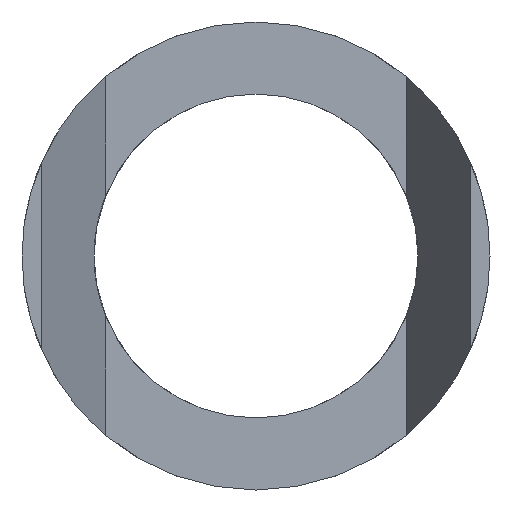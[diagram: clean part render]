
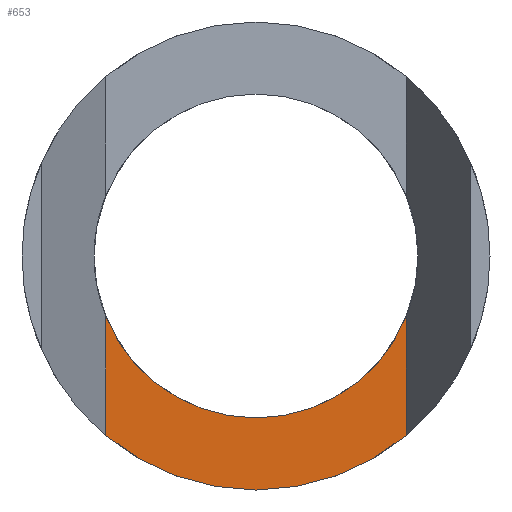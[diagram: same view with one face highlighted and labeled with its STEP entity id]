
A CAD part, front view. The second image highlights one B-rep face of the part: STEP entity #653.
In plain terms, the highlighted planar face has unit normal (0, -1, 0).
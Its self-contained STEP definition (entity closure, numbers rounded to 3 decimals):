
#110=CARTESIAN_POINT('',(0.,-15.,0.));
#111=DIRECTION('',(0.,-1.,0.));
#112=DIRECTION('',(-0.642,0.,-0.767));
#113=AXIS2_PLACEMENT_3D('',#110,#111,#112);
#218=DIRECTION('',(0.,0.,1.));
#219=VECTOR('',#218,4.039);
#220=CARTESIAN_POINT('',(-5.1,-15.,-6.099));
#221=LINE('',#220,#219);
#230=CARTESIAN_POINT('',(0.,-15.,0.));
#231=DIRECTION('',(0.,1.,0.));
#232=DIRECTION('',(0.927,0.,-0.374));
#233=AXIS2_PLACEMENT_3D('',#230,#231,#232);
#235=DIRECTION('',(0.,0.,1.));
#236=VECTOR('',#235,4.039);
#237=CARTESIAN_POINT('',(5.1,-15.,-6.099));
#238=LINE('',#237,#236);
#296=CARTESIAN_POINT('',(5.1,-15.,-6.099));
#298=VERTEX_POINT('',#296);
#300=CARTESIAN_POINT('',(-5.1,-15.,-6.099));
#301=VERTEX_POINT('',#300);
#321=CARTESIAN_POINT('',(5.1,-15.,-2.059));
#323=VERTEX_POINT('',#321);
#332=CARTESIAN_POINT('',(-5.1,-15.,-2.059));
#333=VERTEX_POINT('',#332);
#641=CARTESIAN_POINT('',(5.1,-15.,-9.));
#642=DIRECTION('',(0.,1.,0.));
#643=DIRECTION('',(-1.,0.,0.));
#644=AXIS2_PLACEMENT_3D('',#641,#642,#643);
#645=PLANE('',#644);
#646=ORIENTED_EDGE('',*,*,#542,.F.);
#648=ORIENTED_EDGE('',*,*,#647,.F.);
#649=ORIENTED_EDGE('',*,*,#486,.F.);
#650=ORIENTED_EDGE('',*,*,#621,.T.);
#651=EDGE_LOOP('',(#646,#648,#649,#650));
#652=FACE_OUTER_BOUND('',#651,.F.);
#653=ADVANCED_FACE('',(#652),#645,.F.);
#114=CIRCLE('',#113,7.95);
#234=CIRCLE('',#233,5.5);
#486=EDGE_CURVE('',#301,#298,#114,.T.);
#542=EDGE_CURVE('',#323,#333,#234,.T.);
#621=EDGE_CURVE('',#301,#333,#221,.T.);
#647=EDGE_CURVE('',#298,#323,#238,.T.);
